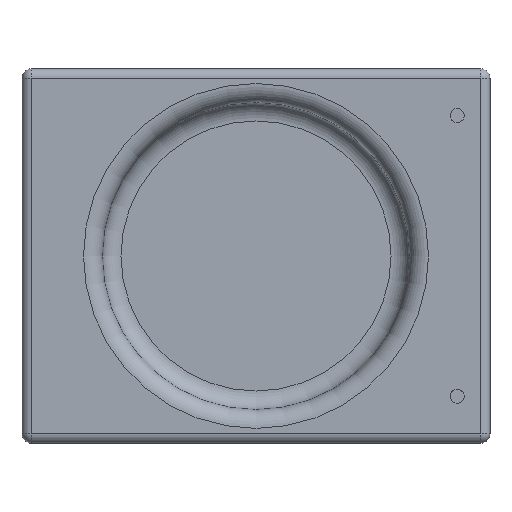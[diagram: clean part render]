
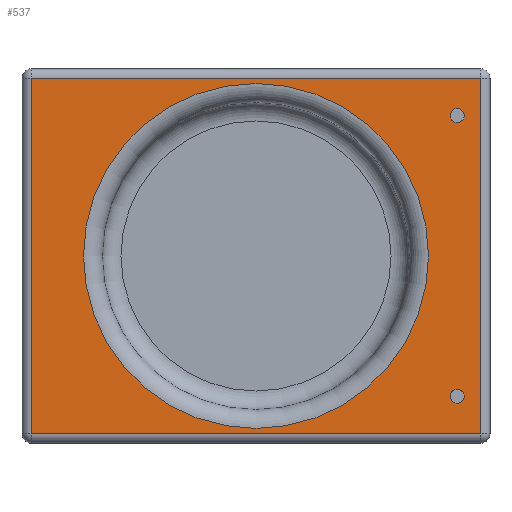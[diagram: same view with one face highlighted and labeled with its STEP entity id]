
A CAD part, top view. The second image highlights one B-rep face of the part: STEP entity #537.
In plain terms, the highlighted planar face has unit normal (0, 0, 1).
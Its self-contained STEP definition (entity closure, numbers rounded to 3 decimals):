
#21=FACE_BOUND('',#99,.T.);
#22=FACE_BOUND('',#100,.T.);
#23=FACE_BOUND('',#101,.T.);
#36=PLANE('',#607);
#57=FACE_OUTER_BOUND('',#98,.T.);
#98=EDGE_LOOP('',(#391,#392,#393,#394));
#99=EDGE_LOOP('',(#395));
#100=EDGE_LOOP('',(#396));
#101=EDGE_LOOP('',(#397));
#139=LINE('',#899,#169);
#140=LINE('',#906,#170);
#142=LINE('',#912,#172);
#143=LINE('',#913,#173);
#169=VECTOR('',#713,10.);
#170=VECTOR('',#722,10.);
#172=VECTOR('',#728,10.);
#173=VECTOR('',#729,10.);
#209=CIRCLE('',#608,1.5);
#210=CIRCLE('',#609,1.5);
#211=CIRCLE('',#610,36.85);
#247=VERTEX_POINT('',#888);
#250=VERTEX_POINT('',#895);
#253=VERTEX_POINT('',#905);
#255=VERTEX_POINT('',#911);
#256=VERTEX_POINT('',#914);
#257=VERTEX_POINT('',#916);
#258=VERTEX_POINT('',#918);
#299=EDGE_CURVE('',#247,#250,#139,.T.);
#302=EDGE_CURVE('',#250,#253,#140,.T.);
#305=EDGE_CURVE('',#255,#247,#142,.T.);
#306=EDGE_CURVE('',#253,#255,#143,.T.);
#307=EDGE_CURVE('',#256,#256,#209,.T.);
#308=EDGE_CURVE('',#257,#257,#210,.T.);
#309=EDGE_CURVE('',#258,#258,#211,.T.);
#391=ORIENTED_EDGE('',*,*,#299,.F.);
#392=ORIENTED_EDGE('',*,*,#305,.F.);
#393=ORIENTED_EDGE('',*,*,#306,.F.);
#394=ORIENTED_EDGE('',*,*,#302,.F.);
#395=ORIENTED_EDGE('',*,*,#307,.T.);
#396=ORIENTED_EDGE('',*,*,#308,.T.);
#397=ORIENTED_EDGE('',*,*,#309,.F.);
#537=ADVANCED_FACE('',(#57,#21,#22,#23),#36,.T.);
#607=AXIS2_PLACEMENT_3D('',#910,#726,#727);
#608=AXIS2_PLACEMENT_3D('',#915,#730,#731);
#609=AXIS2_PLACEMENT_3D('',#917,#732,#733);
#610=AXIS2_PLACEMENT_3D('',#919,#734,#735);
#713=DIRECTION('',(-1.,0.,0.));
#722=DIRECTION('',(0.,1.,0.));
#726=DIRECTION('center_axis',(0.,0.,1.));
#727=DIRECTION('ref_axis',(1.,0.,0.));
#728=DIRECTION('',(0.,-1.,0.));
#729=DIRECTION('',(1.,0.,0.));
#730=DIRECTION('center_axis',(0.,0.,-1.));
#731=DIRECTION('ref_axis',(-1.,0.,0.));
#732=DIRECTION('center_axis',(0.,0.,-1.));
#733=DIRECTION('ref_axis',(-1.,0.,0.));
#734=DIRECTION('center_axis',(0.,0.,1.));
#735=DIRECTION('ref_axis',(-1.,0.,0.));
#888=CARTESIAN_POINT('',(98.,2.,15.));
#895=CARTESIAN_POINT('',(2.,2.,15.));
#899=CARTESIAN_POINT('',(25.,2.,15.));
#905=CARTESIAN_POINT('',(2.,78.,15.));
#906=CARTESIAN_POINT('',(2.,60.,15.));
#910=CARTESIAN_POINT('Origin',(50.,40.,15.));
#911=CARTESIAN_POINT('',(98.,78.,15.));
#912=CARTESIAN_POINT('',(98.,20.,15.));
#913=CARTESIAN_POINT('',(75.,78.,15.));
#914=CARTESIAN_POINT('',(94.5,10.,15.));
#915=CARTESIAN_POINT('Origin',(93.,10.,15.));
#916=CARTESIAN_POINT('',(94.5,70.,15.));
#917=CARTESIAN_POINT('Origin',(93.,70.,15.));
#918=CARTESIAN_POINT('',(86.85,40.,15.));
#919=CARTESIAN_POINT('Origin',(50.,40.,15.));
